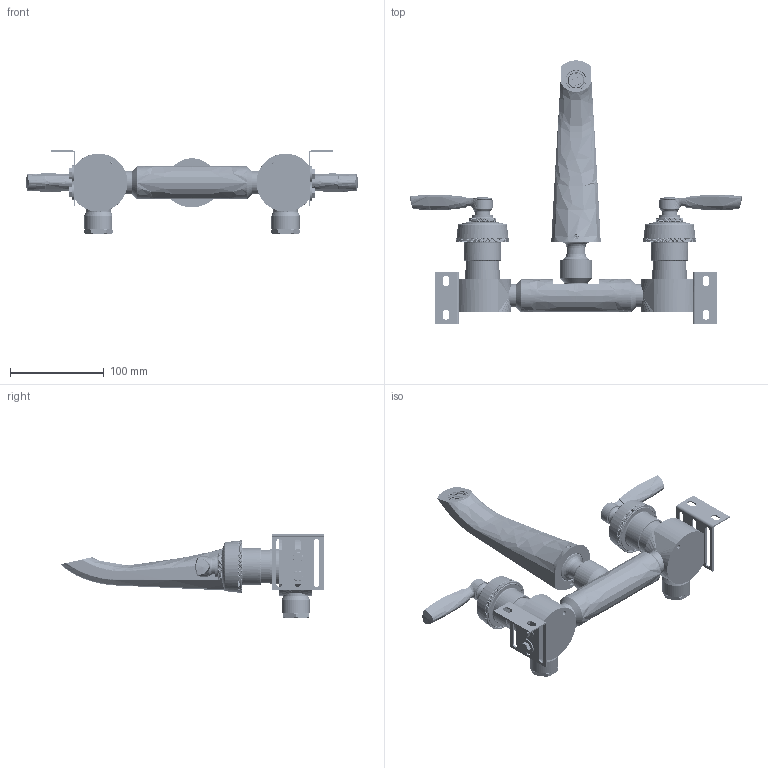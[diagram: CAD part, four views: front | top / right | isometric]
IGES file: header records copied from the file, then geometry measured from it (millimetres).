
Global section: file name: T10K17-1LB; native system: Autodesk Inventor 2020; preprocessor: unknown; author: pbiran; date: 20200521.103243; units: millimetre
Bounding box: 355 x 281.38 x 89 mm (x, y, z)
Volume: 638847.2 mm3; surface area: 280053.1 mm2
Topology: 77 solids, 78 shells, 14485 faces, 32904 edges, 18855 vertices
Faces by surface type: bspline 14481, offset 4
